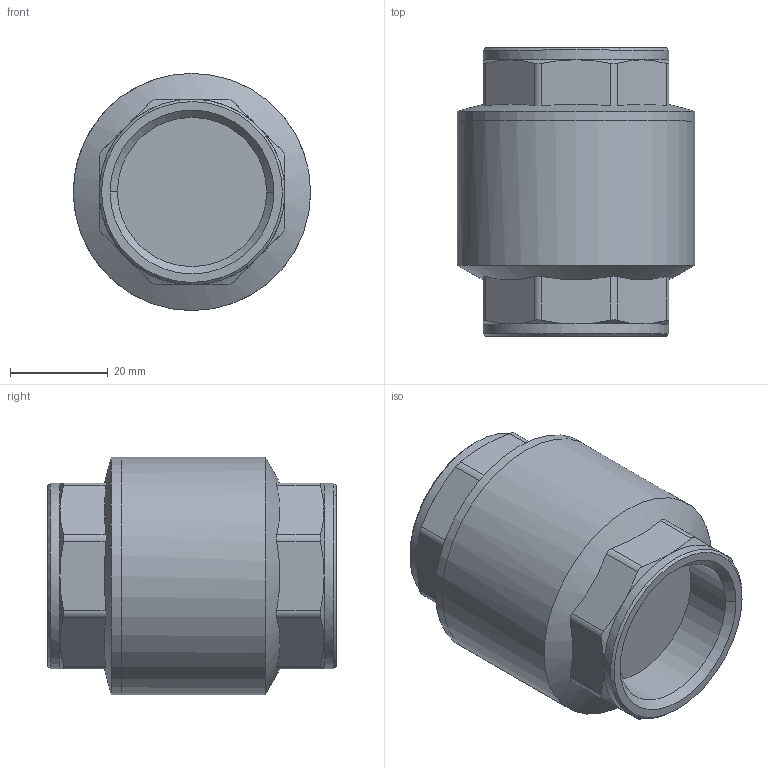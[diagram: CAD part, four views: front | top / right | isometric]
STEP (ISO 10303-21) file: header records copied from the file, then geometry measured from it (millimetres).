
FILE_DESCRIPTION(( 'MV.23.00.01L.STEP' ), '1');
FILE_NAME( 'MV.23.00.01L.STEP', '2018-10-04T14:14:03',( 'Sopra'),('sopra-pneumatic.com'), 'SwSTEP 2.0','SolidWorks 2009','' );
FILE_SCHEMA (( 'AUTOMOTIVE_DESIGN' ));
Length unit declared in the file: millimetre
Products named in the file (1): 0603600003A
Bounding box: 48.5 x 59 x 48.5 mm (x, y, z)
Surface area: 17141.7 mm2 (no closed solid volume)
Topology: 0 solids, 2 shells, 70 faces, 173 edges, 109 vertices
Faces by surface type: cone 26, plane 22, cylinder 22
Full cylindrical faces by diameter (mm): 30.5 x2, 38 x2, 48.5 x2
Entity records: 2326 total; most frequent: CARTESIAN_POINT 855, ORIENTED_EDGE 320, DIRECTION 254, EDGE_CURVE 160, AXIS2_PLACEMENT_3D 109, VERTEX_POINT 104, B_SPLINE_CURVE_WITH_KNOTS 86, EDGE_LOOP 80
